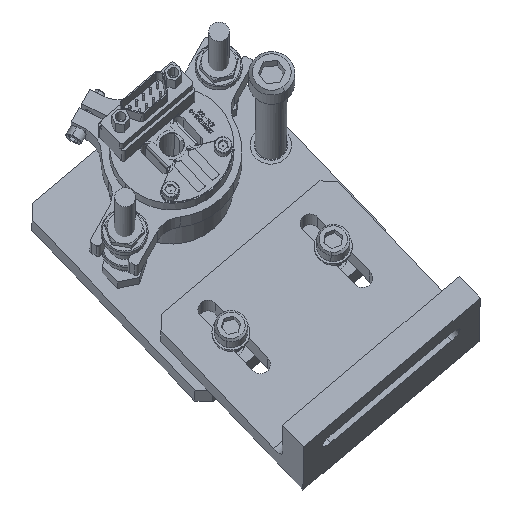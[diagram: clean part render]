
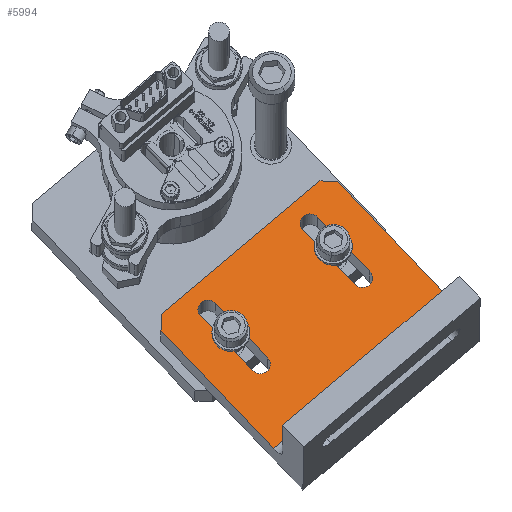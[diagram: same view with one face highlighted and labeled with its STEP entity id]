
A CAD part, top view. The second image highlights one B-rep face of the part: STEP entity #5994.
In plain terms, the highlighted face is planar.
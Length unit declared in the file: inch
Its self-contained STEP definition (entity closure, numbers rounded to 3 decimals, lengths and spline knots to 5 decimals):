
#2007 = ORIENTED_EDGE ( 'NONE', *, *, #16905, .T. ) ;
#2023 = EDGE_LOOP ( 'NONE', ( #13191, #13190, #13187, #13186, #13184 ) ) ;
#2085 = EDGE_LOOP ( 'NONE', ( #13173, #13172, #13169, #13168, #13166, #2007 ) ) ;
#2097 = EDGE_LOOP ( 'NONE', ( #13182, #13181, #13178, #13177, #13175 ) ) ;
#3509 = VERTEX_POINT ( 'NONE', #10638 ) ;
#3569 = VERTEX_POINT ( 'NONE', #10698 ) ;
#3613 = VERTEX_POINT ( 'NONE', #10742 ) ;
#3619 = VERTEX_POINT ( 'NONE', #10748 ) ;
#3622 = VERTEX_POINT ( 'NONE', #10751 ) ;
#3639 = VERTEX_POINT ( 'NONE', #10768 ) ;
#3647 = VERTEX_POINT ( 'NONE', #10776 ) ;
#3653 = VERTEX_POINT ( 'NONE', #10782 ) ;
#3667 = VERTEX_POINT ( 'NONE', #10796 ) ;
#3707 = VERTEX_POINT ( 'NONE', #10836 ) ;
#3709 = VERTEX_POINT ( 'NONE', #10838 ) ;
#3721 = VERTEX_POINT ( 'NONE', #10850 ) ;
#3722 = VERTEX_POINT ( 'NONE', #10851 ) ;
#3723 = VERTEX_POINT ( 'NONE', #10852 ) ;
#3729 = VERTEX_POINT ( 'NONE', #10858 ) ;
#3739 = VERTEX_POINT ( 'NONE', #10868 ) ;
#5994 = ADVANCED_FACE ( 'NONE', ( #8778, #8779, #8780 ), #11061, .F. ) ;
#7585 = AXIS2_PLACEMENT_3D ( 'NONE', #11062, #11063, #11064 ) ;
#7933 = AXIS2_PLACEMENT_3D ( 'NONE', #12535, #12536, #12537 ) ;
#7976 = AXIS2_PLACEMENT_3D ( 'NONE', #12906, #12907, #12908 ) ;
#7981 = AXIS2_PLACEMENT_3D ( 'NONE', #12953, #12954, #12955 ) ;
#7982 = AXIS2_PLACEMENT_3D ( 'NONE', #12958, #12959, #12960 ) ;
#7983 = AXIS2_PLACEMENT_3D ( 'NONE', #12963, #12964, #12965 ) ;
#7984 = AXIS2_PLACEMENT_3D ( 'NONE', #12968, #12969, #12970 ) ;
#8778 = FACE_BOUND ( 'NONE', #2023, .T. ) ;
#8779 = FACE_BOUND ( 'NONE', #2097, .T. ) ;
#8780 = FACE_OUTER_BOUND ( 'NONE', #2085, .T. ) ;
#9434 = CIRCLE ( 'NONE', #7933, 0.08031 ) ;
#10638 = CARTESIAN_POINT ( 'NONE',  ( 0.25, 0.95718, 0.46969 ) ) ;
#10698 = CARTESIAN_POINT ( 'NONE',  ( 0.25, 0.35, -0.95 ) ) ;
#10742 = CARTESIAN_POINT ( 'NONE',  ( 0.25, 1.7, 0.95 ) ) ;
#10748 = CARTESIAN_POINT ( 'NONE',  ( 0.25, 1.58282, 0.63031 ) ) ;
#10751 = CARTESIAN_POINT ( 'NONE',  ( 0.25, 1.66313, -0.55 ) ) ;
#10768 = CARTESIAN_POINT ( 'NONE',  ( 0.25, 1.66313, 0.55 ) ) ;
#10776 = CARTESIAN_POINT ( 'NONE',  ( 0.25, 1.58282, -0.46969 ) ) ;
#10782 = CARTESIAN_POINT ( 'NONE',  ( 0.25, 0.35, 0.95 ) ) ;
#10796 = CARTESIAN_POINT ( 'NONE',  ( 0.25, 1.8, 0.85 ) ) ;
#10836 = CARTESIAN_POINT ( 'NONE',  ( 0.25, 1.58282, 0.46969 ) ) ;
#10838 = CARTESIAN_POINT ( 'NONE',  ( 0.25, 0.95718, 0.63031 ) ) ;
#10850 = CARTESIAN_POINT ( 'NONE',  ( 0.25, 0.95718, -0.46969 ) ) ;
#10851 = CARTESIAN_POINT ( 'NONE',  ( 0.25, 0.95718, -0.63031 ) ) ;
#10852 = CARTESIAN_POINT ( 'NONE',  ( 0.25, 1.58282, -0.63031 ) ) ;
#10858 = CARTESIAN_POINT ( 'NONE',  ( 0.25, 1.7, -0.95 ) ) ;
#10868 = CARTESIAN_POINT ( 'NONE',  ( 0.25, 1.8, -0.85 ) ) ;
#11061 = PLANE ( 'NONE',  #7585 ) ;
#11062 = CARTESIAN_POINT ( 'NONE',  ( 0.25, 1.8, 0.95 ) ) ;
#11063 = DIRECTION ( 'NONE',  ( -1., 0., 0. ) ) ;
#11064 = DIRECTION ( 'NONE',  ( 0., -1., 0. ) ) ;
#12535 = CARTESIAN_POINT ( 'NONE',  ( 0.25, 1.58282, -0.55 ) ) ;
#12536 = DIRECTION ( 'NONE',  ( 1., 0., 0. ) ) ;
#12537 = DIRECTION ( 'NONE',  ( 0., 1., 0. ) ) ;
#12906 = CARTESIAN_POINT ( 'NONE',  ( 0.25, 1.58282, 0.55 ) ) ;
#12907 = DIRECTION ( 'NONE',  ( 1., 0., 0. ) ) ;
#12908 = DIRECTION ( 'NONE',  ( 0., 1., 0. ) ) ;
#12951 = CARTESIAN_POINT ( 'NONE',  ( 0.25, 1.58282, -0.46969 ) ) ;
#12952 = DIRECTION ( 'NONE',  ( 0., -1., 0. ) ) ;
#12953 = CARTESIAN_POINT ( 'NONE',  ( 0.25, 1.58282, -0.55 ) ) ;
#12954 = DIRECTION ( 'NONE',  ( 1., 0., 0. ) ) ;
#12955 = DIRECTION ( 'NONE',  ( 0., 1., 0. ) ) ;
#12956 = CARTESIAN_POINT ( 'NONE',  ( 0.25, 1.58282, -0.63031 ) ) ;
#12957 = DIRECTION ( 'NONE',  ( 0., 1., 0. ) ) ;
#12958 = CARTESIAN_POINT ( 'NONE',  ( 0.25, 0.95718, -0.55 ) ) ;
#12959 = DIRECTION ( 'NONE',  ( 1., 0., 0. ) ) ;
#12960 = DIRECTION ( 'NONE',  ( 0., 1., 0. ) ) ;
#12961 = CARTESIAN_POINT ( 'NONE',  ( 0.25, 1.58282, 0.63031 ) ) ;
#12962 = DIRECTION ( 'NONE',  ( 0., -1., 0. ) ) ;
#12963 = CARTESIAN_POINT ( 'NONE',  ( 0.25, 1.58282, 0.55 ) ) ;
#12964 = DIRECTION ( 'NONE',  ( 1., 0., 0. ) ) ;
#12965 = DIRECTION ( 'NONE',  ( 0., 1., 0. ) ) ;
#12966 = CARTESIAN_POINT ( 'NONE',  ( 0.25, 1.58282, 0.46969 ) ) ;
#12967 = DIRECTION ( 'NONE',  ( 0., 1., 0. ) ) ;
#12968 = CARTESIAN_POINT ( 'NONE',  ( 0.25, 0.95718, 0.55 ) ) ;
#12969 = DIRECTION ( 'NONE',  ( 1., 0., 0. ) ) ;
#12970 = DIRECTION ( 'NONE',  ( 0., 1., 0. ) ) ;
#12971 = CARTESIAN_POINT ( 'NONE',  ( 0.25, 1.8, 0.95 ) ) ;
#12972 = DIRECTION ( 'NONE',  ( 0., 1., 0. ) ) ;
#12973 = CARTESIAN_POINT ( 'NONE',  ( 0.25, 0.35, -0.95 ) ) ;
#12974 = DIRECTION ( 'NONE',  ( 0., 0., -1. ) ) ;
#12975 = CARTESIAN_POINT ( 'NONE',  ( 0.25, 1.8, -0.95 ) ) ;
#12976 = DIRECTION ( 'NONE',  ( 0., 1., 0. ) ) ;
#12977 = CARTESIAN_POINT ( 'NONE',  ( 0.25, 1.8, -0.85 ) ) ;
#12978 = DIRECTION ( 'NONE',  ( 0., 0.707, 0.707 ) ) ;
#12979 = CARTESIAN_POINT ( 'NONE',  ( 0.25, 1.8, 0.95 ) ) ;
#12980 = DIRECTION ( 'NONE',  ( 0., 0., -1. ) ) ;
#12981 = CARTESIAN_POINT ( 'NONE',  ( 0.25, 1.7, 0.95 ) ) ;
#12982 = DIRECTION ( 'NONE',  ( 0., -0.707, 0.707 ) ) ;
#13166 = ORIENTED_EDGE ( 'NONE', *, *, #16904, .F. ) ;
#13168 = ORIENTED_EDGE ( 'NONE', *, *, #16903, .T. ) ;
#13169 = ORIENTED_EDGE ( 'NONE', *, *, #16902, .T. ) ;
#13172 = ORIENTED_EDGE ( 'NONE', *, *, #16901, .T. ) ;
#13173 = ORIENTED_EDGE ( 'NONE', *, *, #16900, .F. ) ;
#13175 = ORIENTED_EDGE ( 'NONE', *, *, #16899, .F. ) ;
#13177 = ORIENTED_EDGE ( 'NONE', *, *, #16898, .F. ) ;
#13178 = ORIENTED_EDGE ( 'NONE', *, *, #16897, .F. ) ;
#13181 = ORIENTED_EDGE ( 'NONE', *, *, #16872, .F. ) ;
#13182 = ORIENTED_EDGE ( 'NONE', *, *, #16896, .F. ) ;
#13184 = ORIENTED_EDGE ( 'NONE', *, *, #16895, .F. ) ;
#13186 = ORIENTED_EDGE ( 'NONE', *, *, #16894, .F. ) ;
#13187 = ORIENTED_EDGE ( 'NONE', *, *, #16893, .F. ) ;
#13190 = ORIENTED_EDGE ( 'NONE', *, *, #16723, .F. ) ;
#13191 = ORIENTED_EDGE ( 'NONE', *, *, #16892, .F. ) ;
#14210 = CIRCLE ( 'NONE', #7976, 0.08031 ) ;
#14244 = LINE ( 'NONE', #12951, #14245 ) ;
#14245 = VECTOR ( 'NONE', #12952, 39.37008 ) ;
#14246 = LINE ( 'NONE', #12956, #14248 ) ;
#14247 = CIRCLE ( 'NONE', #7981, 0.08031 ) ;
#14248 = VECTOR ( 'NONE', #12957, 39.37008 ) ;
#14249 = LINE ( 'NONE', #12961, #14251 ) ;
#14250 = CIRCLE ( 'NONE', #7982, 0.08031 ) ;
#14251 = VECTOR ( 'NONE', #12962, 39.37008 ) ;
#14252 = LINE ( 'NONE', #12966, #14254 ) ;
#14253 = CIRCLE ( 'NONE', #7983, 0.08031 ) ;
#14254 = VECTOR ( 'NONE', #12967, 39.37008 ) ;
#14255 = LINE ( 'NONE', #12971, #14257 ) ;
#14256 = CIRCLE ( 'NONE', #7984, 0.08031 ) ;
#14257 = VECTOR ( 'NONE', #12972, 39.37008 ) ;
#14258 = LINE ( 'NONE', #12973, #14259 ) ;
#14259 = VECTOR ( 'NONE', #12974, 39.37008 ) ;
#14260 = LINE ( 'NONE', #12975, #14261 ) ;
#14261 = VECTOR ( 'NONE', #12976, 39.37008 ) ;
#14262 = LINE ( 'NONE', #12977, #14263 ) ;
#14263 = VECTOR ( 'NONE', #12978, 39.37008 ) ;
#14264 = LINE ( 'NONE', #12979, #14265 ) ;
#14265 = VECTOR ( 'NONE', #12980, 39.37008 ) ;
#14266 = LINE ( 'NONE', #12981, #14267 ) ;
#14267 = VECTOR ( 'NONE', #12982, 39.37008 ) ;
#16723 = EDGE_CURVE ( 'NONE', #3622, #3647, #9434, .T. ) ;
#16872 = EDGE_CURVE ( 'NONE', #3639, #3619, #14210, .T. ) ;
#16892 = EDGE_CURVE ( 'NONE', #3647, #3721, #14244, .T. ) ;
#16893 = EDGE_CURVE ( 'NONE', #3723, #3622, #14247, .T. ) ;
#16894 = EDGE_CURVE ( 'NONE', #3722, #3723, #14246, .T. ) ;
#16895 = EDGE_CURVE ( 'NONE', #3721, #3722, #14250, .T. ) ;
#16896 = EDGE_CURVE ( 'NONE', #3619, #3709, #14249, .T. ) ;
#16897 = EDGE_CURVE ( 'NONE', #3707, #3639, #14253, .T. ) ;
#16898 = EDGE_CURVE ( 'NONE', #3509, #3707, #14252, .T. ) ;
#16899 = EDGE_CURVE ( 'NONE', #3709, #3509, #14256, .T. ) ;
#16900 = EDGE_CURVE ( 'NONE', #3653, #3613, #14255, .T. ) ;
#16901 = EDGE_CURVE ( 'NONE', #3653, #3569, #14258, .T. ) ;
#16902 = EDGE_CURVE ( 'NONE', #3569, #3729, #14260, .T. ) ;
#16903 = EDGE_CURVE ( 'NONE', #3729, #3739, #14262, .T. ) ;
#16904 = EDGE_CURVE ( 'NONE', #3667, #3739, #14264, .T. ) ;
#16905 = EDGE_CURVE ( 'NONE', #3667, #3613, #14266, .T. ) ;
